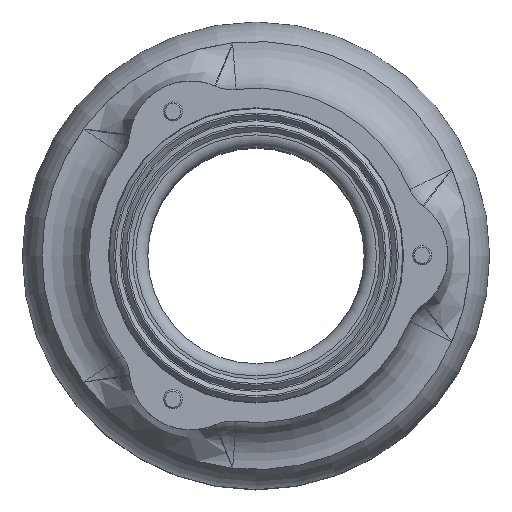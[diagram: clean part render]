
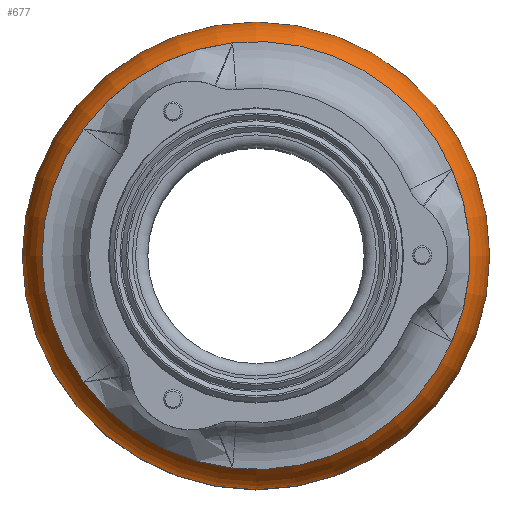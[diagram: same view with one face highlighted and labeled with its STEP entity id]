
A CAD part, top view. The second image highlights one B-rep face of the part: STEP entity #677.
In plain terms, the highlighted toroidal (fillet/blend) face has major radius 65 mm and minor radius 30 mm.
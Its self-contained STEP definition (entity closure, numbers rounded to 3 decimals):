
#211=TOROIDAL_SURFACE('',#2309,65.,30.);
#518=FACE_BOUND('',#992,.T.);
#519=FACE_BOUND('',#993,.T.);
#677=ADVANCED_FACE('',(#518,#519),#211,.T.);
#992=EDGE_LOOP('',(#1252));
#993=EDGE_LOOP('',(#1253));
#1252=ORIENTED_EDGE('',*,*,#1845,.F.);
#1253=ORIENTED_EDGE('',*,*,#1846,.F.);
#1665=VERTEX_POINT('',#3373);
#1666=VERTEX_POINT('',#3376);
#1845=EDGE_CURVE('',#1665,#1665,#2075,.T.);
#1846=EDGE_CURVE('',#1666,#1666,#2076,.T.);
#2075=CIRCLE('',#2306,65.);
#2076=CIRCLE('',#2308,68.876);
#2306=AXIS2_PLACEMENT_3D('',#3372,#2745,#2746);
#2308=AXIS2_PLACEMENT_3D('',#3375,#2749,#2750);
#2309=AXIS2_PLACEMENT_3D('',#3377,#2751,#2752);
#2745=DIRECTION('',(0.,0.,1.));
#2746=DIRECTION('',(-1.,0.,0.));
#2749=DIRECTION('',(0.,0.,-1.));
#2750=DIRECTION('',(1.,0.,0.));
#2751=DIRECTION('',(0.,0.,1.));
#2752=DIRECTION('',(-1.,0.,0.));
#3372=CARTESIAN_POINT('',(0.,0.,241.206));
#3373=CARTESIAN_POINT('',(-65.,0.,241.206));
#3375=CARTESIAN_POINT('',(0.,0.,181.458));
#3376=CARTESIAN_POINT('',(68.876,0.,181.458));
#3377=CARTESIAN_POINT('',(0.,0.,211.206));
